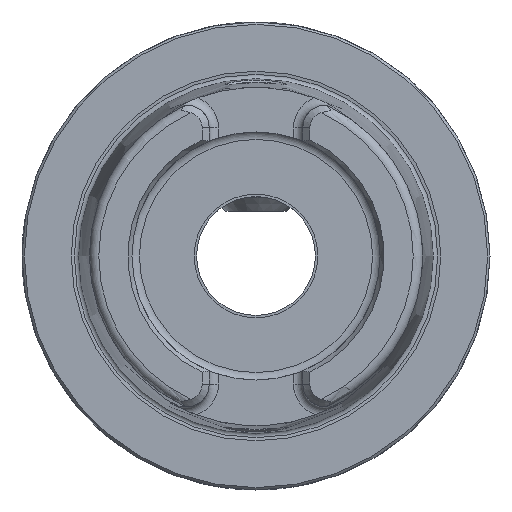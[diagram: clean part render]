
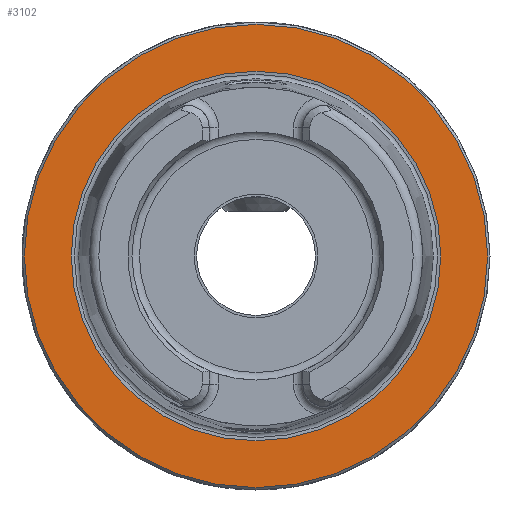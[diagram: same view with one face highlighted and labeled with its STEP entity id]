
A CAD part, left-side view. The second image highlights one B-rep face of the part: STEP entity #3102.
In plain terms, the highlighted planar face has unit normal (-1, 0, 0).
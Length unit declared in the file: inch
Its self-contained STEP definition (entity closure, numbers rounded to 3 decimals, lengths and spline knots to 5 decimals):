
#3068=CARTESIAN_POINT('',(0.0,1.94882,0.));
#3069=VERTEX_POINT('',#3068);
#3070=CARTESIAN_POINT('',(0.0,0.0,0.0));
#3071=DIRECTION('',(1.0,0.0,0.0));
#3072=DIRECTION('',(0.0,-1.0,0.0));
#3073=AXIS2_PLACEMENT_3D('',#3070,#3071,#3072);
#3074=CIRCLE('',#3073,1.94882);
#3075=EDGE_CURVE('',#3069,#3069,#3074,.T.);
#3083=CARTESIAN_POINT('',(0.0,0.98425,0.0));
#3084=DIRECTION('',(-1.0,0.0,0.0));
#3085=DIRECTION('',(0.0,0.0,1.0));
#3086=AXIS2_PLACEMENT_3D('',#3083,#3084,#3085);
#3087=PLANE('',#3086);
#3088=ORIENTED_EDGE('',*,*,#3075,.F.);
#3089=EDGE_LOOP('',(#3088));
#3090=FACE_OUTER_BOUND('',#3089,.T.);
#3091=CARTESIAN_POINT('',(0.0,1.55442,0.0));
#3092=VERTEX_POINT('',#3091);
#3093=CARTESIAN_POINT('',(0.0,0.0,0.0));
#3094=DIRECTION('',(1.0,0.0,0.0));
#3095=DIRECTION('',(0.0,1.0,0.0));
#3096=AXIS2_PLACEMENT_3D('',#3093,#3094,#3095);
#3097=CIRCLE('',#3096,1.55442);
#3098=EDGE_CURVE('',#3092,#3092,#3097,.T.);
#3099=ORIENTED_EDGE('',*,*,#3098,.T.);
#3100=EDGE_LOOP('',(#3099));
#3101=FACE_BOUND('',#3100,.T.);
#3102=ADVANCED_FACE('',(#3090,#3101),#3087,.T.);
